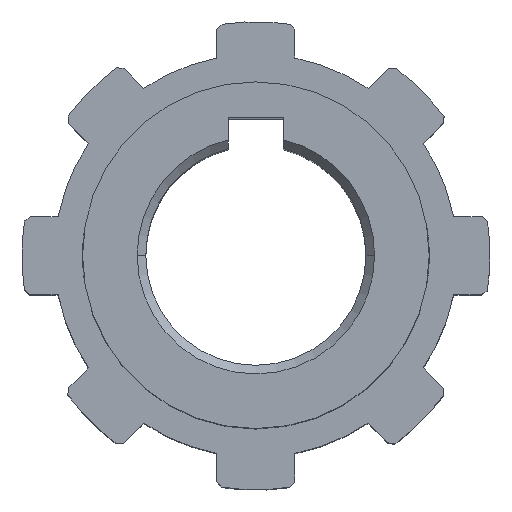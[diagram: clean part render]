
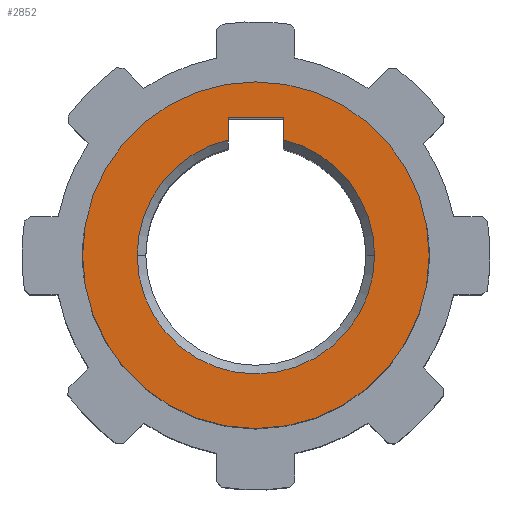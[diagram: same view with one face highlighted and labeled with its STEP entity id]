
A CAD part, top view. The second image highlights one B-rep face of the part: STEP entity #2852.
In plain terms, the highlighted planar face has unit normal (0, 0, 1).
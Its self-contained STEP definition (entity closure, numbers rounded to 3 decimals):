
#49 = LINE ( 'NONE', #1592, #660 ) ;
#67 = ORIENTED_EDGE ( 'NONE', *, *, #1607, .F. ) ;
#83 = CIRCLE ( 'NONE', #368, 20. ) ;
#93 = FACE_BOUND ( 'NONE', #2872, .T. ) ;
#146 = VERTEX_POINT ( 'NONE', #405 ) ;
#156 = CARTESIAN_POINT ( 'NONE',  ( -3.175, 13.327, 72.4 ) ) ;
#209 = VERTEX_POINT ( 'NONE', #156 ) ;
#288 = LINE ( 'NONE', #1182, #892 ) ;
#323 = CARTESIAN_POINT ( 'NONE',  ( 0., 0., 72.4 ) ) ;
#327 = ORIENTED_EDGE ( 'NONE', *, *, #2580, .T. ) ;
#338 = AXIS2_PLACEMENT_3D ( 'NONE', #1457, #569, #803 ) ;
#368 = AXIS2_PLACEMENT_3D ( 'NONE', #1686, #2334, #2928 ) ;
#402 = CARTESIAN_POINT ( 'NONE',  ( -20., 0., 72.4 ) ) ;
#405 = CARTESIAN_POINT ( 'NONE',  ( 3.175, 15.84, 72.4 ) ) ;
#472 = ORIENTED_EDGE ( 'NONE', *, *, #1811, .T. ) ;
#477 = CARTESIAN_POINT ( 'NONE',  ( 13.7, 0., 72.4 ) ) ;
#490 = VERTEX_POINT ( 'NONE', #2462 ) ;
#529 = VERTEX_POINT ( 'NONE', #2814 ) ;
#569 = DIRECTION ( 'NONE',  ( 0., 0., 1. ) ) ;
#653 = AXIS2_PLACEMENT_3D ( 'NONE', #1267, #1042, #2171 ) ;
#660 = VECTOR ( 'NONE', #2478, 1000. ) ;
#803 = DIRECTION ( 'NONE',  ( 1., 0., 0. ) ) ;
#861 = PLANE ( 'NONE',  #882 ) ;
#882 = AXIS2_PLACEMENT_3D ( 'NONE', #981, #1761, #2559 ) ;
#892 = VECTOR ( 'NONE', #2127, 1000. ) ;
#981 = CARTESIAN_POINT ( 'NONE',  ( 0., 0., 72.4 ) ) ;
#1032 = ORIENTED_EDGE ( 'NONE', *, *, #1387, .T. ) ;
#1042 = DIRECTION ( 'NONE',  ( 0., 0., -1. ) ) ;
#1097 = AXIS2_PLACEMENT_3D ( 'NONE', #2839, #1276, #2152 ) ;
#1135 = CARTESIAN_POINT ( 'NONE',  ( 20., 0., 72.4 ) ) ;
#1182 = CARTESIAN_POINT ( 'NONE',  ( -3.175, 15.84, 72.4 ) ) ;
#1267 = CARTESIAN_POINT ( 'NONE',  ( 0., 0., 72.4 ) ) ;
#1276 = DIRECTION ( 'NONE',  ( 0., 0., -1. ) ) ;
#1341 = EDGE_LOOP ( 'NONE', ( #2787, #472 ) ) ;
#1387 = EDGE_CURVE ( 'NONE', #490, #1967, #2373, .T. ) ;
#1457 = CARTESIAN_POINT ( 'NONE',  ( 0., 0., 72.4 ) ) ;
#1490 = EDGE_CURVE ( 'NONE', #146, #2363, #288, .T. ) ;
#1501 = DIRECTION ( 'NONE',  ( 0., 0., -1. ) ) ;
#1592 = CARTESIAN_POINT ( 'NONE',  ( 3.175, 0., 72.4 ) ) ;
#1607 = EDGE_CURVE ( 'NONE', #490, #146, #49, .T. ) ;
#1623 = VECTOR ( 'NONE', #1757, 1000. ) ;
#1655 = ORIENTED_EDGE ( 'NONE', *, *, #2586, .T. ) ;
#1686 = CARTESIAN_POINT ( 'NONE',  ( 0., 0., 72.4 ) ) ;
#1757 = DIRECTION ( 'NONE',  ( 0., -1., 0. ) ) ;
#1761 = DIRECTION ( 'NONE',  ( 0., 0., 1. ) ) ;
#1811 = EDGE_CURVE ( 'NONE', #1974, #2754, #83, .T. ) ;
#1967 = VERTEX_POINT ( 'NONE', #477 ) ;
#1974 = VERTEX_POINT ( 'NONE', #1135 ) ;
#1990 = AXIS2_PLACEMENT_3D ( 'NONE', #323, #1501, #2138 ) ;
#2038 = ORIENTED_EDGE ( 'NONE', *, *, #2154, .F. ) ;
#2127 = DIRECTION ( 'NONE',  ( -1., 0., 0. ) ) ;
#2138 = DIRECTION ( 'NONE',  ( 1., 0., 0. ) ) ;
#2142 = CARTESIAN_POINT ( 'NONE',  ( -3.175, 15.84, 72.4 ) ) ;
#2146 = CARTESIAN_POINT ( 'NONE',  ( -3.175, 15.84, 72.4 ) ) ;
#2152 = DIRECTION ( 'NONE',  ( 1., 0., 0. ) ) ;
#2154 = EDGE_CURVE ( 'NONE', #2363, #209, #2230, .T. ) ;
#2171 = DIRECTION ( 'NONE',  ( 1., 0., 0. ) ) ;
#2189 = ORIENTED_EDGE ( 'NONE', *, *, #1490, .F. ) ;
#2230 = LINE ( 'NONE', #2142, #1623 ) ;
#2317 = CIRCLE ( 'NONE', #338, 20. ) ;
#2334 = DIRECTION ( 'NONE',  ( 0., 0., 1. ) ) ;
#2363 = VERTEX_POINT ( 'NONE', #2146 ) ;
#2373 = CIRCLE ( 'NONE', #1990, 13.7 ) ;
#2462 = CARTESIAN_POINT ( 'NONE',  ( 3.175, 13.327, 72.4 ) ) ;
#2478 = DIRECTION ( 'NONE',  ( 0., 1., 0. ) ) ;
#2552 = EDGE_CURVE ( 'NONE', #2754, #1974, #2317, .T. ) ;
#2559 = DIRECTION ( 'NONE',  ( 1., 0., 0. ) ) ;
#2580 = EDGE_CURVE ( 'NONE', #529, #209, #2781, .T. ) ;
#2586 = EDGE_CURVE ( 'NONE', #1967, #529, #2854, .T. ) ;
#2754 = VERTEX_POINT ( 'NONE', #402 ) ;
#2781 = CIRCLE ( 'NONE', #653, 13.7 ) ;
#2787 = ORIENTED_EDGE ( 'NONE', *, *, #2552, .T. ) ;
#2814 = CARTESIAN_POINT ( 'NONE',  ( -13.7, 0., 72.4 ) ) ;
#2839 = CARTESIAN_POINT ( 'NONE',  ( 0., 0., 72.4 ) ) ;
#2852 = ADVANCED_FACE ( 'NONE', ( #93, #2892 ), #861, .T. ) ;
#2854 = CIRCLE ( 'NONE', #1097, 13.7 ) ;
#2872 = EDGE_LOOP ( 'NONE', ( #67, #1032, #1655, #327, #2038, #2189 ) ) ;
#2892 = FACE_OUTER_BOUND ( 'NONE', #1341, .T. ) ;
#2928 = DIRECTION ( 'NONE',  ( 1., 0., 0. ) ) ;
